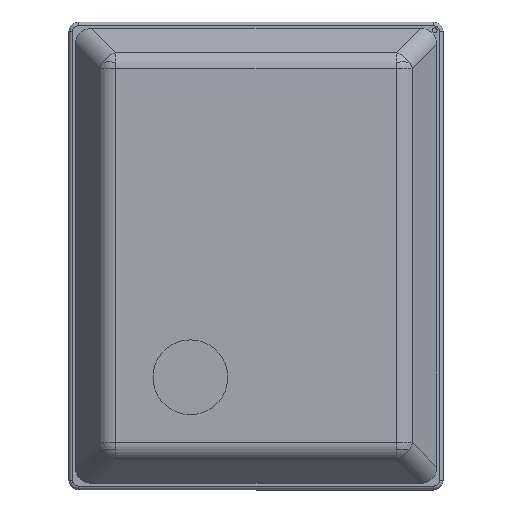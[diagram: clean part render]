
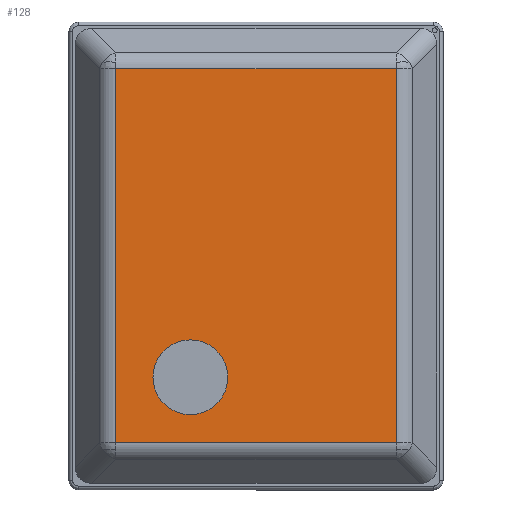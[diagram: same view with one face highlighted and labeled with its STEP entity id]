
A CAD part, top view. The second image highlights one B-rep face of the part: STEP entity #128.
In plain terms, the highlighted planar face has unit normal (0, 0, 1).
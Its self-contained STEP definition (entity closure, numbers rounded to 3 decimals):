
#125 = DIRECTION ( 'NONE',  ( 1., 0., 0. ) ) ;
#128 = ADVANCED_FACE ( 'NONE', ( #7611 ), #2280, .T. ) ;
#155 = VECTOR ( 'NONE', #4679, 1000. ) ;
#220 = DIRECTION ( 'NONE',  ( -1., 0., 0. ) ) ;
#403 = VERTEX_POINT ( 'NONE', #4790 ) ;
#525 = LINE ( 'NONE', #4060, #155 ) ;
#555 = VECTOR ( 'NONE', #220, 1000. ) ;
#1408 = LINE ( 'NONE', #7142, #555 ) ;
#1435 = CARTESIAN_POINT ( 'NONE',  ( -0.749, 0.999, 1.1 ) ) ;
#1878 = ORIENTED_EDGE ( 'NONE', *, *, #4084, .F. ) ;
#1905 = AXIS2_PLACEMENT_3D ( 'NONE', #6638, #3646, #125 ) ;
#2015 = VERTEX_POINT ( 'NONE', #5517 ) ;
#2057 = DIRECTION ( 'NONE',  ( 1., 0., 0. ) ) ;
#2280 = PLANE ( 'NONE',  #1905 ) ;
#2602 = VECTOR ( 'NONE', #2057, 1000. ) ;
#3028 = EDGE_CURVE ( 'NONE', #3649, #2015, #1408, .T. ) ;
#3325 = CARTESIAN_POINT ( 'NONE',  ( -0.749, 0.999, 1.1 ) ) ;
#3561 = EDGE_CURVE ( 'NONE', #4932, #403, #3940, .T. ) ;
#3646 = DIRECTION ( 'NONE',  ( 0., 0., 1. ) ) ;
#3649 = VERTEX_POINT ( 'NONE', #7355 ) ;
#3940 = LINE ( 'NONE', #3325, #2602 ) ;
#4060 = CARTESIAN_POINT ( 'NONE',  ( 0.749, 0.999, 1.1 ) ) ;
#4084 = EDGE_CURVE ( 'NONE', #2015, #4932, #4795, .T. ) ;
#4662 = ORIENTED_EDGE ( 'NONE', *, *, #3028, .F. ) ;
#4679 = DIRECTION ( 'NONE',  ( 0., -1., 0. ) ) ;
#4790 = CARTESIAN_POINT ( 'NONE',  ( 0.749, 0.999, 1.1 ) ) ;
#4795 = LINE ( 'NONE', #5932, #5342 ) ;
#4838 = DIRECTION ( 'NONE',  ( 0., 1., 0. ) ) ;
#4932 = VERTEX_POINT ( 'NONE', #1435 ) ;
#4962 = EDGE_LOOP ( 'NONE', ( #5953, #1878, #4662, #6010 ) ) ;
#5342 = VECTOR ( 'NONE', #4838, 1000. ) ;
#5517 = CARTESIAN_POINT ( 'NONE',  ( -0.749, -0.999, 1.1 ) ) ;
#5932 = CARTESIAN_POINT ( 'NONE',  ( -0.749, -0.999, 1.1 ) ) ;
#5953 = ORIENTED_EDGE ( 'NONE', *, *, #3561, .F. ) ;
#6010 = ORIENTED_EDGE ( 'NONE', *, *, #6856, .F. ) ;
#6638 = CARTESIAN_POINT ( 'NONE',  ( 0., 0., 1.1 ) ) ;
#6856 = EDGE_CURVE ( 'NONE', #403, #3649, #525, .T. ) ;
#7142 = CARTESIAN_POINT ( 'NONE',  ( 0.749, -0.999, 1.1 ) ) ;
#7355 = CARTESIAN_POINT ( 'NONE',  ( 0.749, -0.999, 1.1 ) ) ;
#7611 = FACE_OUTER_BOUND ( 'NONE', #4962, .T. ) ;
